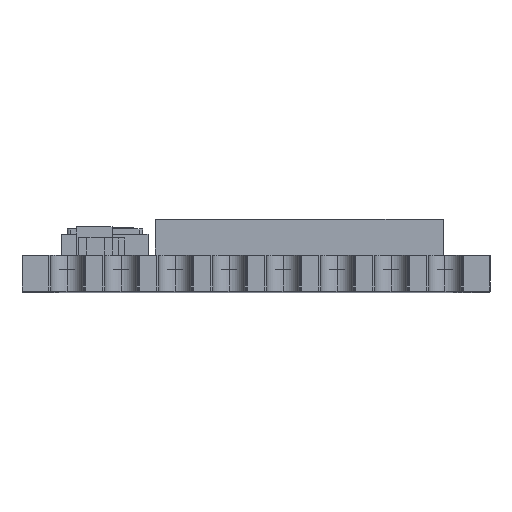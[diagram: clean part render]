
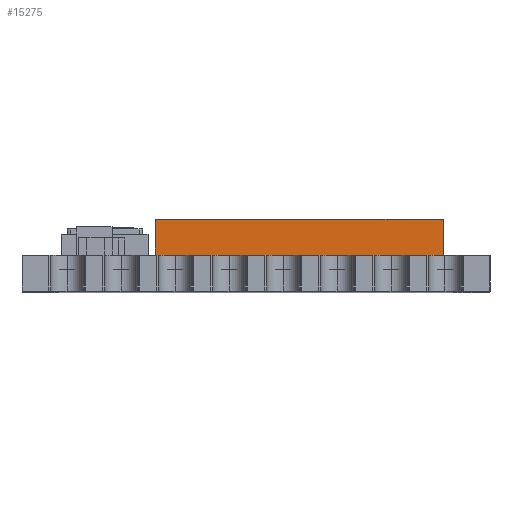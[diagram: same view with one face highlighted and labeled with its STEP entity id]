
A CAD part, top view. The second image highlights one B-rep face of the part: STEP entity #15275.
In plain terms, the highlighted planar face has unit normal (0, 0, 1).
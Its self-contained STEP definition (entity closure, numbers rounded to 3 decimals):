
#942 = ORIENTED_EDGE ( 'NONE', *, *, #28207, .T. ) ;
#2419 = LINE ( 'NONE', #11574, #11252 ) ;
#3808 = VERTEX_POINT ( 'NONE', #27551 ) ;
#3909 = EDGE_CURVE ( 'NONE', #3808, #4039, #2419, .T. ) ;
#4039 = VERTEX_POINT ( 'NONE', #10489 ) ;
#4040 = EDGE_CURVE ( 'NONE', #20456, #3808, #19950, .T. ) ;
#4636 = CARTESIAN_POINT ( 'NONE',  ( -2.8, 2., 12.85 ) ) ;
#4809 = VECTOR ( 'NONE', #15307, 1000. ) ;
#4909 = DIRECTION ( 'NONE',  ( 0., -1., 0. ) ) ;
#6208 = VERTEX_POINT ( 'NONE', #10046 ) ;
#6943 = DIRECTION ( 'NONE',  ( 0., -1., 0. ) ) ;
#7175 = AXIS2_PLACEMENT_3D ( 'NONE', #20441, #15197, #19853 ) ;
#8062 = PLANE ( 'NONE',  #7175 ) ;
#8387 = ORIENTED_EDGE ( 'NONE', *, *, #13044, .T. ) ;
#8541 = VECTOR ( 'NONE', #11848, 1000. ) ;
#9260 = CARTESIAN_POINT ( 'NONE',  ( -2.8, 15.314, 12.85 ) ) ;
#9675 = CARTESIAN_POINT ( 'NONE',  ( -2.8, 1., 12.85 ) ) ;
#10046 = CARTESIAN_POINT ( 'NONE',  ( -2.8, 1., 12.85 ) ) ;
#10314 = VECTOR ( 'NONE', #6943, 1000. ) ;
#10489 = CARTESIAN_POINT ( 'NONE',  ( 5.2, 1., 12.85 ) ) ;
#10853 = EDGE_LOOP ( 'NONE', ( #18608, #942, #8387, #14107 ) ) ;
#11252 = VECTOR ( 'NONE', #4909, 1000. ) ;
#11574 = CARTESIAN_POINT ( 'NONE',  ( 5.2, 15.314, 12.85 ) ) ;
#11691 = LINE ( 'NONE', #9675, #8541 ) ;
#11848 = DIRECTION ( 'NONE',  ( 1., 0., 0. ) ) ;
#13044 = EDGE_CURVE ( 'NONE', #6208, #4039, #11691, .T. ) ;
#14107 = ORIENTED_EDGE ( 'NONE', *, *, #3909, .F. ) ;
#15197 = DIRECTION ( 'NONE',  ( 0., 0., -1. ) ) ;
#15275 = ADVANCED_FACE ( 'NONE', ( #17531 ), #8062, .F. ) ;
#15307 = DIRECTION ( 'NONE',  ( 1., 0., 0. ) ) ;
#17531 = FACE_OUTER_BOUND ( 'NONE', #10853, .T. ) ;
#18608 = ORIENTED_EDGE ( 'NONE', *, *, #4040, .F. ) ;
#19853 = DIRECTION ( 'NONE',  ( -1., 0., 0. ) ) ;
#19950 = LINE ( 'NONE', #24569, #4809 ) ;
#20441 = CARTESIAN_POINT ( 'NONE',  ( -2.8, 15.314, 12.85 ) ) ;
#20456 = VERTEX_POINT ( 'NONE', #4636 ) ;
#24569 = CARTESIAN_POINT ( 'NONE',  ( -2.8, 2., 12.85 ) ) ;
#26314 = LINE ( 'NONE', #9260, #10314 ) ;
#27551 = CARTESIAN_POINT ( 'NONE',  ( 5.2, 2., 12.85 ) ) ;
#28207 = EDGE_CURVE ( 'NONE', #20456, #6208, #26314, .T. ) ;
